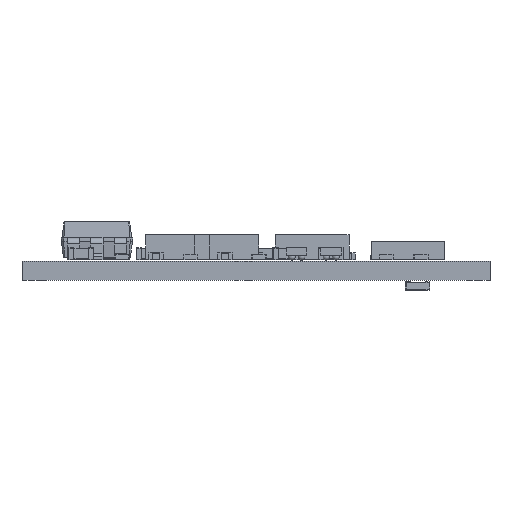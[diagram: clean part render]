
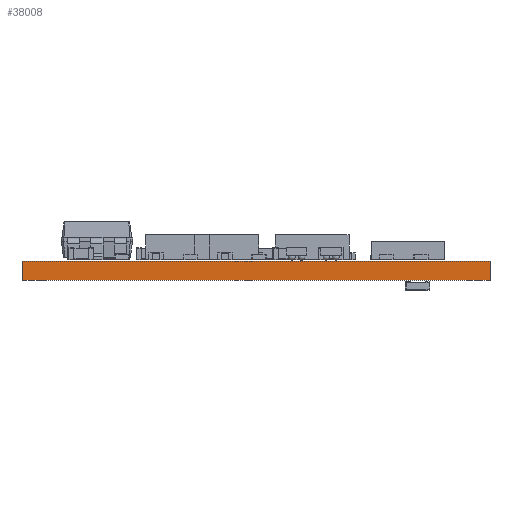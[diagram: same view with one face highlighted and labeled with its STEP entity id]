
A CAD part, front view. The second image highlights one B-rep face of the part: STEP entity #38008.
In plain terms, the highlighted planar face has unit normal (0, -1, 0).
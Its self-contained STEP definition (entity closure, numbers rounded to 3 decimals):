
#38008 = ADVANCED_FACE('',(#38009),#38023,.T.);
#38009 = FACE_BOUND('',#38010,.T.);
#38010 = EDGE_LOOP('',(#38011,#38046,#38074,#38102));
#38011 = ORIENTED_EDGE('',*,*,#38012,.T.);
#38012 = EDGE_CURVE('',#38013,#38015,#38017,.T.);
#38013 = VERTEX_POINT('',#38014);
#38014 = CARTESIAN_POINT('',(133.731,-68.58,0.));
#38015 = VERTEX_POINT('',#38016);
#38016 = CARTESIAN_POINT('',(133.731,-68.58,0.78));
#38017 = SURFACE_CURVE('',#38018,(#38022,#38034),.PCURVE_S1.);
#38018 = LINE('',#38019,#38020);
#38019 = CARTESIAN_POINT('',(133.731,-68.58,0.));
#38020 = VECTOR('',#38021,1.);
#38021 = DIRECTION('',(0.,0.,1.));
#38022 = PCURVE('',#38023,#38028);
#38023 = PLANE('',#38024);
#38024 = AXIS2_PLACEMENT_3D('',#38025,#38026,#38027);
#38025 = CARTESIAN_POINT('',(133.731,-68.58,0.));
#38026 = DIRECTION('',(0.,-1.,0.));
#38027 = DIRECTION('',(-1.,0.,0.));
#38028 = DEFINITIONAL_REPRESENTATION('',(#38029),#38033);
#38029 = LINE('',#38030,#38031);
#38030 = CARTESIAN_POINT('',(0.,-0.));
#38031 = VECTOR('',#38032,1.);
#38032 = DIRECTION('',(0.,-1.));
#38033 = ( GEOMETRIC_REPRESENTATION_CONTEXT(2) 
PARAMETRIC_REPRESENTATION_CONTEXT() REPRESENTATION_CONTEXT('2D SPACE',''
  ) );
#38034 = PCURVE('',#38035,#38040);
#38035 = PLANE('',#38036);
#38036 = AXIS2_PLACEMENT_3D('',#38037,#38038,#38039);
#38037 = CARTESIAN_POINT('',(133.731,-60.706,0.));
#38038 = DIRECTION('',(1.,0.,-0.));
#38039 = DIRECTION('',(0.,-1.,0.));
#38040 = DEFINITIONAL_REPRESENTATION('',(#38041),#38045);
#38041 = LINE('',#38042,#38043);
#38042 = CARTESIAN_POINT('',(7.874,0.));
#38043 = VECTOR('',#38044,1.);
#38044 = DIRECTION('',(0.,-1.));
#38045 = ( GEOMETRIC_REPRESENTATION_CONTEXT(2) 
PARAMETRIC_REPRESENTATION_CONTEXT() REPRESENTATION_CONTEXT('2D SPACE',''
  ) );
#38046 = ORIENTED_EDGE('',*,*,#38047,.T.);
#38047 = EDGE_CURVE('',#38015,#38048,#38050,.T.);
#38048 = VERTEX_POINT('',#38049);
#38049 = CARTESIAN_POINT('',(114.681,-68.58,0.78));
#38050 = SURFACE_CURVE('',#38051,(#38055,#38062),.PCURVE_S1.);
#38051 = LINE('',#38052,#38053);
#38052 = CARTESIAN_POINT('',(133.731,-68.58,0.78));
#38053 = VECTOR('',#38054,1.);
#38054 = DIRECTION('',(-1.,0.,0.));
#38055 = PCURVE('',#38023,#38056);
#38056 = DEFINITIONAL_REPRESENTATION('',(#38057),#38061);
#38057 = LINE('',#38058,#38059);
#38058 = CARTESIAN_POINT('',(0.,-0.78));
#38059 = VECTOR('',#38060,1.);
#38060 = DIRECTION('',(1.,0.));
#38061 = ( GEOMETRIC_REPRESENTATION_CONTEXT(2) 
PARAMETRIC_REPRESENTATION_CONTEXT() REPRESENTATION_CONTEXT('2D SPACE',''
  ) );
#38062 = PCURVE('',#38063,#38068);
#38063 = PLANE('',#38064);
#38064 = AXIS2_PLACEMENT_3D('',#38065,#38066,#38067);
#38065 = CARTESIAN_POINT('',(124.206,-64.643,0.78));
#38066 = DIRECTION('',(-0.,-0.,-1.));
#38067 = DIRECTION('',(-1.,0.,0.));
#38068 = DEFINITIONAL_REPRESENTATION('',(#38069),#38073);
#38069 = LINE('',#38070,#38071);
#38070 = CARTESIAN_POINT('',(-9.525,-3.937));
#38071 = VECTOR('',#38072,1.);
#38072 = DIRECTION('',(1.,0.));
#38073 = ( GEOMETRIC_REPRESENTATION_CONTEXT(2) 
PARAMETRIC_REPRESENTATION_CONTEXT() REPRESENTATION_CONTEXT('2D SPACE',''
  ) );
#38074 = ORIENTED_EDGE('',*,*,#38075,.F.);
#38075 = EDGE_CURVE('',#38076,#38048,#38078,.T.);
#38076 = VERTEX_POINT('',#38077);
#38077 = CARTESIAN_POINT('',(114.681,-68.58,0.));
#38078 = SURFACE_CURVE('',#38079,(#38083,#38090),.PCURVE_S1.);
#38079 = LINE('',#38080,#38081);
#38080 = CARTESIAN_POINT('',(114.681,-68.58,0.));
#38081 = VECTOR('',#38082,1.);
#38082 = DIRECTION('',(0.,0.,1.));
#38083 = PCURVE('',#38023,#38084);
#38084 = DEFINITIONAL_REPRESENTATION('',(#38085),#38089);
#38085 = LINE('',#38086,#38087);
#38086 = CARTESIAN_POINT('',(19.05,0.));
#38087 = VECTOR('',#38088,1.);
#38088 = DIRECTION('',(0.,-1.));
#38089 = ( GEOMETRIC_REPRESENTATION_CONTEXT(2) 
PARAMETRIC_REPRESENTATION_CONTEXT() REPRESENTATION_CONTEXT('2D SPACE',''
  ) );
#38090 = PCURVE('',#38091,#38096);
#38091 = PLANE('',#38092);
#38092 = AXIS2_PLACEMENT_3D('',#38093,#38094,#38095);
#38093 = CARTESIAN_POINT('',(114.681,-68.58,0.));
#38094 = DIRECTION('',(-1.,0.,0.));
#38095 = DIRECTION('',(0.,1.,0.));
#38096 = DEFINITIONAL_REPRESENTATION('',(#38097),#38101);
#38097 = LINE('',#38098,#38099);
#38098 = CARTESIAN_POINT('',(0.,0.));
#38099 = VECTOR('',#38100,1.);
#38100 = DIRECTION('',(0.,-1.));
#38101 = ( GEOMETRIC_REPRESENTATION_CONTEXT(2) 
PARAMETRIC_REPRESENTATION_CONTEXT() REPRESENTATION_CONTEXT('2D SPACE',''
  ) );
#38102 = ORIENTED_EDGE('',*,*,#38103,.F.);
#38103 = EDGE_CURVE('',#38013,#38076,#38104,.T.);
#38104 = SURFACE_CURVE('',#38105,(#38109,#38116),.PCURVE_S1.);
#38105 = LINE('',#38106,#38107);
#38106 = CARTESIAN_POINT('',(133.731,-68.58,0.));
#38107 = VECTOR('',#38108,1.);
#38108 = DIRECTION('',(-1.,0.,0.));
#38109 = PCURVE('',#38023,#38110);
#38110 = DEFINITIONAL_REPRESENTATION('',(#38111),#38115);
#38111 = LINE('',#38112,#38113);
#38112 = CARTESIAN_POINT('',(0.,-0.));
#38113 = VECTOR('',#38114,1.);
#38114 = DIRECTION('',(1.,0.));
#38115 = ( GEOMETRIC_REPRESENTATION_CONTEXT(2) 
PARAMETRIC_REPRESENTATION_CONTEXT() REPRESENTATION_CONTEXT('2D SPACE',''
  ) );
#38116 = PCURVE('',#38117,#38122);
#38117 = PLANE('',#38118);
#38118 = AXIS2_PLACEMENT_3D('',#38119,#38120,#38121);
#38119 = CARTESIAN_POINT('',(124.206,-64.643,0.));
#38120 = DIRECTION('',(-0.,-0.,-1.));
#38121 = DIRECTION('',(-1.,0.,0.));
#38122 = DEFINITIONAL_REPRESENTATION('',(#38123),#38127);
#38123 = LINE('',#38124,#38125);
#38124 = CARTESIAN_POINT('',(-9.525,-3.937));
#38125 = VECTOR('',#38126,1.);
#38126 = DIRECTION('',(1.,0.));
#38127 = ( GEOMETRIC_REPRESENTATION_CONTEXT(2) 
PARAMETRIC_REPRESENTATION_CONTEXT() REPRESENTATION_CONTEXT('2D SPACE',''
  ) );
